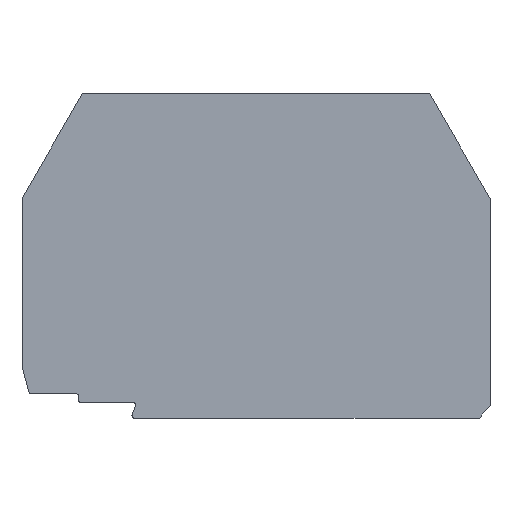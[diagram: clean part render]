
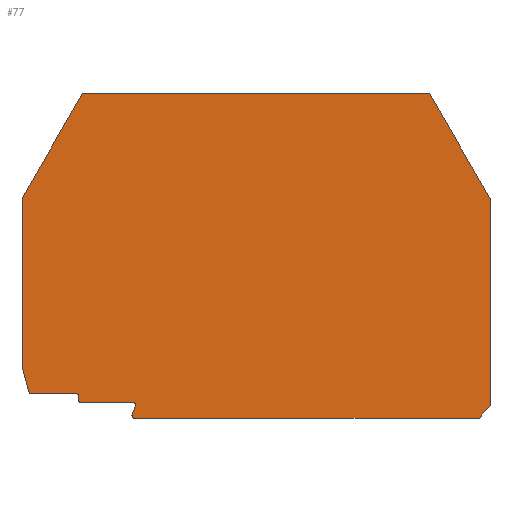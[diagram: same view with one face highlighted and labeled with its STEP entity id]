
A CAD part, top view. The second image highlights one B-rep face of the part: STEP entity #77.
In plain terms, the highlighted planar face has unit normal (0, 0, 1).
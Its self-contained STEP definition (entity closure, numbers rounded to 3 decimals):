
#26 = LINE ( 'NONE', #515, #612 ) ;
#33 = LINE ( 'NONE', #440, #432 ) ;
#34 = VECTOR ( 'NONE', #448, 1000. ) ;
#35 = FACE_OUTER_BOUND ( 'NONE', #583, .T. ) ;
#51 = LINE ( 'NONE', #467, #246 ) ;
#54 = LINE ( 'NONE', #480, #732 ) ;
#56 = VERTEX_POINT ( 'NONE', #901 ) ;
#66 = CIRCLE ( 'NONE', #506, 0.3 ) ;
#75 = LINE ( 'NONE', #412, #812 ) ;
#77 = ADVANCED_FACE ( 'NONE', ( #35 ), #909, .T. ) ;
#81 = VERTEX_POINT ( 'NONE', #883 ) ;
#82 = ORIENTED_EDGE ( 'NONE', *, *, #852, .T. ) ;
#84 = VERTEX_POINT ( 'NONE', #853 ) ;
#88 = VECTOR ( 'NONE', #364, 1000. ) ;
#91 = VERTEX_POINT ( 'NONE', #859 ) ;
#97 = ORIENTED_EDGE ( 'NONE', *, *, #854, .T. ) ;
#98 = LINE ( 'NONE', #344, #159 ) ;
#102 = CARTESIAN_POINT ( 'NONE',  ( 0., -9.389, 1.2 ) ) ;
#111 = ORIENTED_EDGE ( 'NONE', *, *, #873, .T. ) ;
#135 = ORIENTED_EDGE ( 'NONE', *, *, #896, .T. ) ;
#136 = ORIENTED_EDGE ( 'NONE', *, *, #877, .T. ) ;
#150 = ORIENTED_EDGE ( 'NONE', *, *, #815, .T. ) ;
#155 = CARTESIAN_POINT ( 'NONE',  ( 0., -9.389, 1.2 ) ) ;
#159 = VECTOR ( 'NONE', #341, 1000. ) ;
#174 = DIRECTION ( 'NONE',  ( -1., 0., 0. ) ) ;
#181 = DIRECTION ( 'NONE',  ( 0., 0., 1. ) ) ;
#187 = CARTESIAN_POINT ( 'NONE',  ( 6.422, -11.6, 1.2 ) ) ;
#196 = VECTOR ( 'NONE', #421, 1000. ) ;
#211 = LINE ( 'NONE', #431, #196 ) ;
#214 = VERTEX_POINT ( 'NONE', #741 ) ;
#221 = CIRCLE ( 'NONE', #497, 0.3 ) ;
#239 = ORIENTED_EDGE ( 'NONE', *, *, #898, .T. ) ;
#243 = CARTESIAN_POINT ( 'NONE',  ( 40.15, 25.2, 1.2 ) ) ;
#246 = VECTOR ( 'NONE', #455, 1000. ) ;
#251 = CARTESIAN_POINT ( 'NONE',  ( 6.122, -11.6, 1.2 ) ) ;
#254 = VERTEX_POINT ( 'NONE', #657 ) ;
#259 = CARTESIAN_POINT ( 'NONE',  ( 0., -9.8, 1.2 ) ) ;
#267 = ORIENTED_EDGE ( 'NONE', *, *, #846, .T. ) ;
#276 = VERTEX_POINT ( 'NONE', #403 ) ;
#284 = VERTEX_POINT ( 'NONE', #463 ) ;
#296 = CARTESIAN_POINT ( 'NONE',  ( 0.3, -10.1, 1.2 ) ) ;
#310 = DIRECTION ( 'NONE',  ( -1., 0., 0. ) ) ;
#312 = DIRECTION ( 'NONE',  ( 0., 0., 1. ) ) ;
#315 = CARTESIAN_POINT ( 'NONE',  ( 6.422, -11.6, 1.2 ) ) ;
#331 = VERTEX_POINT ( 'NONE', #243 ) ;
#333 = DIRECTION ( 'NONE',  ( -1., 0., 0. ) ) ;
#334 = DIRECTION ( 'NONE',  ( 0., 0., -1. ) ) ;
#335 = VERTEX_POINT ( 'NONE', #251 ) ;
#339 = CARTESIAN_POINT ( 'NONE',  ( 6.22, -10.4, 1.2 ) ) ;
#341 = DIRECTION ( 'NONE',  ( -0.342, -0.94, 0. ) ) ;
#343 = CIRCLE ( 'NONE', #582, 0.3 ) ;
#344 = CARTESIAN_POINT ( 'NONE',  ( 6.502, -10.503, 1.2 ) ) ;
#348 = DIRECTION ( 'NONE',  ( -1., 0., 0. ) ) ;
#349 = DIRECTION ( 'NONE',  ( 0., 0., 1. ) ) ;
#354 = CARTESIAN_POINT ( 'NONE',  ( 0.3, -9.8, 1.2 ) ) ;
#359 = DIRECTION ( 'NONE',  ( 1., 0., 0. ) ) ;
#361 = DIRECTION ( 'NONE',  ( 0., -1., 0. ) ) ;
#363 = CARTESIAN_POINT ( 'NONE',  ( -0.3, -10.1, 1.2 ) ) ;
#364 = DIRECTION ( 'NONE',  ( 1., 0., 0. ) ) ;
#382 = CARTESIAN_POINT ( 'NONE',  ( -0.3, -11.9, 1.2 ) ) ;
#400 = CARTESIAN_POINT ( 'NONE',  ( -6.45, -5.982, 1.2 ) ) ;
#403 = CARTESIAN_POINT ( 'NONE',  ( 6.22, -10.1, 1.2 ) ) ;
#405 = VERTEX_POINT ( 'NONE', #155 ) ;
#406 = ORIENTED_EDGE ( 'NONE', *, *, #881, .T. ) ;
#408 = DIRECTION ( 'NONE',  ( 0.643, 0.766, 0. ) ) ;
#412 = CARTESIAN_POINT ( 'NONE',  ( 45.819, -11.9, 1.2 ) ) ;
#416 = DIRECTION ( 'NONE',  ( -1., 0., 0. ) ) ;
#419 = CARTESIAN_POINT ( 'NONE',  ( -0.3, 25.2, 1.2 ) ) ;
#421 = DIRECTION ( 'NONE',  ( -0.5, 0.866, 0. ) ) ;
#431 = CARTESIAN_POINT ( 'NONE',  ( 47.05, 13.249, 1.2 ) ) ;
#432 = VECTOR ( 'NONE', #439, 1000. ) ;
#435 = DIRECTION ( 'NONE',  ( -1., 0., 0. ) ) ;
#436 = DIRECTION ( 'NONE',  ( 0., 0., -1. ) ) ;
#437 = CARTESIAN_POINT ( 'NONE',  ( -0.3, -9.389, 1.2 ) ) ;
#439 = DIRECTION ( 'NONE',  ( 0., 1., 0. ) ) ;
#440 = CARTESIAN_POINT ( 'NONE',  ( 47.05, -9.389, 1.2 ) ) ;
#448 = DIRECTION ( 'NONE',  ( 1., 0., 0. ) ) ;
#455 = DIRECTION ( 'NONE',  ( 0.259, -0.966, 0. ) ) ;
#460 = CARTESIAN_POINT ( 'NONE',  ( -0.3, -9.089, 1.2 ) ) ;
#463 = CARTESIAN_POINT ( 'NONE',  ( 47.05, 13.249, 1.2 ) ) ;
#467 = CARTESIAN_POINT ( 'NONE',  ( -6.45, -5.982, 1.2 ) ) ;
#472 = ORIENTED_EDGE ( 'NONE', *, *, #871, .T. ) ;
#477 = DIRECTION ( 'NONE',  ( -0.5, -0.866, 0. ) ) ;
#480 = CARTESIAN_POINT ( 'NONE',  ( -6.45, -9.389, 1.2 ) ) ;
#485 = ORIENTED_EDGE ( 'NONE', *, *, #820, .T. ) ;
#493 = AXIS2_PLACEMENT_3D ( 'NONE', #315, #312, #310 ) ;
#497 = AXIS2_PLACEMENT_3D ( 'NONE', #339, #334, #333 ) ;
#506 = AXIS2_PLACEMENT_3D ( 'NONE', #354, #349, #348 ) ;
#507 = VECTOR ( 'NONE', #416, 1000. ) ;
#515 = CARTESIAN_POINT ( 'NONE',  ( 0.45, 25.2, 1.2 ) ) ;
#521 = DIRECTION ( 'NONE',  ( 0., -1., 0. ) ) ;
#530 = AXIS2_PLACEMENT_3D ( 'NONE', #437, #436, #435 ) ;
#537 = CARTESIAN_POINT ( 'NONE',  ( -0.3, -9.089, 1.2 ) ) ;
#565 = ORIENTED_EDGE ( 'NONE', *, *, #875, .T. ) ;
#570 = CARTESIAN_POINT ( 'NONE',  ( 47.05, -10.433, 1.2 ) ) ;
#580 = LINE ( 'NONE', #102, #726 ) ;
#582 = AXIS2_PLACEMENT_3D ( 'NONE', #187, #181, #174 ) ;
#583 = EDGE_LOOP ( 'NONE', ( #82, #97, #913, #150, #485, #682, #721, #472, #565, #136, #406, #135, #239, #847, #111, #671, #267 ) ) ;
#612 = VECTOR ( 'NONE', #477, 1000. ) ;
#614 = VERTEX_POINT ( 'NONE', #624 ) ;
#624 = CARTESIAN_POINT ( 'NONE',  ( -6.45, 13.249, 1.2 ) ) ;
#646 = AXIS2_PLACEMENT_3D ( 'NONE', #866, #864, #862 ) ;
#654 = VERTEX_POINT ( 'NONE', #570 ) ;
#657 = CARTESIAN_POINT ( 'NONE',  ( -5.617, -9.089, 1.2 ) ) ;
#671 = ORIENTED_EDGE ( 'NONE', *, *, #860, .T. ) ;
#682 = ORIENTED_EDGE ( 'NONE', *, *, #827, .T. ) ;
#689 = VERTEX_POINT ( 'NONE', #259 ) ;
#705 = CIRCLE ( 'NONE', #493, 0.3 ) ;
#721 = ORIENTED_EDGE ( 'NONE', *, *, #841, .T. ) ;
#726 = VECTOR ( 'NONE', #361, 1000. ) ;
#732 = VECTOR ( 'NONE', #521, 1000. ) ;
#740 = LINE ( 'NONE', #382, #894 ) ;
#741 = CARTESIAN_POINT ( 'NONE',  ( 6.422, -11.9, 1.2 ) ) ;
#756 = VERTEX_POINT ( 'NONE', #400 ) ;
#763 = EDGE_CURVE ( 'NONE', #335, #214, #343, .T. ) ;
#782 = VERTEX_POINT ( 'NONE', #537 ) ;
#797 = EDGE_CURVE ( 'NONE', #91, #614, #26, .T. ) ;
#799 = LINE ( 'NONE', #419, #507 ) ;
#812 = VECTOR ( 'NONE', #408, 1000. ) ;
#815 = EDGE_CURVE ( 'NONE', #614, #756, #54, .T. ) ;
#816 = CIRCLE ( 'NONE', #530, 0.3 ) ;
#820 = EDGE_CURVE ( 'NONE', #756, #254, #51, .T. ) ;
#827 = EDGE_CURVE ( 'NONE', #254, #782, #905, .T. ) ;
#841 = EDGE_CURVE ( 'NONE', #782, #405, #816, .T. ) ;
#846 = EDGE_CURVE ( 'NONE', #654, #284, #33, .T. ) ;
#847 = ORIENTED_EDGE ( 'NONE', *, *, #763, .T. ) ;
#852 = EDGE_CURVE ( 'NONE', #284, #331, #211, .T. ) ;
#853 = CARTESIAN_POINT ( 'NONE',  ( 45.819, -11.9, 1.2 ) ) ;
#854 = EDGE_CURVE ( 'NONE', #331, #91, #799, .T. ) ;
#859 = CARTESIAN_POINT ( 'NONE',  ( 0.45, 25.2, 1.2 ) ) ;
#860 = EDGE_CURVE ( 'NONE', #84, #654, #75, .T. ) ;
#862 = DIRECTION ( 'NONE',  ( 1., 0., 0. ) ) ;
#864 = DIRECTION ( 'NONE',  ( 0., 0., 1. ) ) ;
#866 = CARTESIAN_POINT ( 'NONE',  ( -0.3, -9.389, 1.2 ) ) ;
#871 = EDGE_CURVE ( 'NONE', #405, #689, #580, .T. ) ;
#873 = EDGE_CURVE ( 'NONE', #214, #84, #740, .T. ) ;
#875 = EDGE_CURVE ( 'NONE', #689, #926, #66, .T. ) ;
#877 = EDGE_CURVE ( 'NONE', #926, #276, #922, .T. ) ;
#881 = EDGE_CURVE ( 'NONE', #276, #81, #221, .T. ) ;
#883 = CARTESIAN_POINT ( 'NONE',  ( 6.502, -10.503, 1.2 ) ) ;
#894 = VECTOR ( 'NONE', #359, 1000. ) ;
#896 = EDGE_CURVE ( 'NONE', #81, #56, #98, .T. ) ;
#898 = EDGE_CURVE ( 'NONE', #56, #335, #705, .T. ) ;
#901 = CARTESIAN_POINT ( 'NONE',  ( 6.14, -11.497, 1.2 ) ) ;
#905 = LINE ( 'NONE', #460, #34 ) ;
#909 = PLANE ( 'NONE',  #646 ) ;
#913 = ORIENTED_EDGE ( 'NONE', *, *, #797, .T. ) ;
#922 = LINE ( 'NONE', #363, #88 ) ;
#926 = VERTEX_POINT ( 'NONE', #296 ) ;
